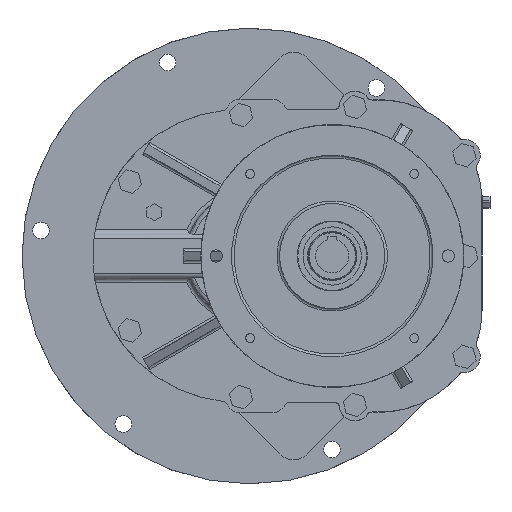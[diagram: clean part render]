
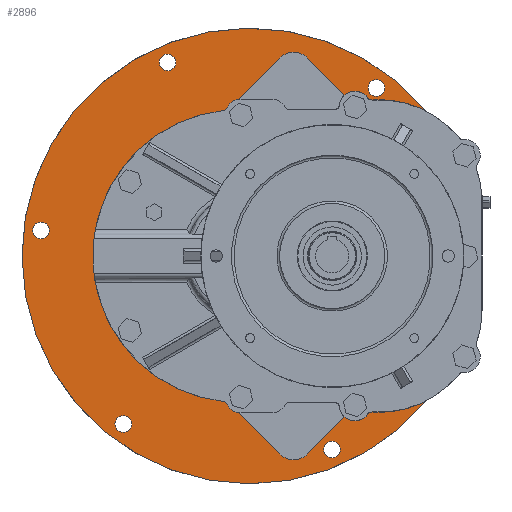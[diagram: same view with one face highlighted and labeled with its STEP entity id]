
A CAD part, left-side view. The second image highlights one B-rep face of the part: STEP entity #2896.
In plain terms, the highlighted planar face has unit normal (-1, 0, 0).
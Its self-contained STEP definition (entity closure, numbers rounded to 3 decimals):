
#156 = EDGE_CURVE ( 'NONE', #7356, #19470, #5779, .T. ) ;
#585 = DIRECTION ( 'NONE',  ( 0., 0., 1. ) ) ;
#635 = CARTESIAN_POINT ( 'NONE',  ( -24., -90., -154. ) ) ;
#1110 = ORIENTED_EDGE ( 'NONE', *, *, #5086, .F. ) ;
#1192 = CARTESIAN_POINT ( 'NONE',  ( -24., 144.436, -182.173 ) ) ;
#1309 = AXIS2_PLACEMENT_3D ( 'NONE', #28019, #24929, #22589 ) ;
#1756 = AXIS2_PLACEMENT_3D ( 'NONE', #20910, #8878, #30392 ) ;
#2654 = FACE_BOUND ( 'NONE', #19190, .T. ) ;
#2752 = ORIENTED_EDGE ( 'NONE', *, *, #7411, .F. ) ;
#2810 = PLANE ( 'NONE',  #9108 ) ;
#2896 = ADVANCED_FACE ( 'NONE', ( #2654, #23885, #16549, #18896, #28389, #6983, #29008 ), #2810, .T. ) ;
#2908 = DIRECTION ( 'NONE',  ( -1., 0., 0. ) ) ;
#3314 = DIRECTION ( 'NONE',  ( -1., 0., 0. ) ) ;
#3430 = CARTESIAN_POINT ( 'NONE',  ( -24., -273.357, -18.01 ) ) ;
#3572 = AXIS2_PLACEMENT_3D ( 'NONE', #6022, #30363, #3991 ) ;
#3640 = EDGE_CURVE ( 'NONE', #10966, #20941, #18131, .T. ) ;
#3991 = DIRECTION ( 'NONE',  ( 0., 0., 1. ) ) ;
#4026 = CARTESIAN_POINT ( 'NONE',  ( -24., 0., 0. ) ) ;
#4152 = DIRECTION ( 'NONE',  ( 0., 0., 1. ) ) ;
#4526 = CARTESIAN_POINT ( 'NONE',  ( -24., -144.436, 191.673 ) ) ;
#4532 = VERTEX_POINT ( 'NONE', #8961 ) ;
#5086 = EDGE_CURVE ( 'NONE', #18749, #18749, #6222, .T. ) ;
#5118 = CARTESIAN_POINT ( 'NONE',  ( -24., -223.67, 132.559 ) ) ;
#5779 = CIRCLE ( 'NONE', #10287, 104.5 ) ;
#5931 = CARTESIAN_POINT ( 'NONE',  ( -24., 12., 0. ) ) ;
#6022 = CARTESIAN_POINT ( 'NONE',  ( -24., 144.436, -191.673 ) ) ;
#6035 = CARTESIAN_POINT ( 'NONE',  ( -24., -210., -65. ) ) ;
#6177 = ORIENTED_EDGE ( 'NONE', *, *, #18952, .F. ) ;
#6222 = CIRCLE ( 'NONE', #15718, 9.5 ) ;
#6521 = DIRECTION ( 'NONE',  ( 0., 1., 0. ) ) ;
#6556 = AXIS2_PLACEMENT_3D ( 'NONE', #20434, #25411, #4152 ) ;
#6645 = EDGE_CURVE ( 'NONE', #10678, #20276, #22634, .T. ) ;
#6759 = EDGE_LOOP ( 'NONE', ( #22643, #7133, #29243, #26283, #12959, #24458, #2752, #30530, #8879 ) ) ;
#6818 = CARTESIAN_POINT ( 'NONE',  ( -24., -210., -23.006 ) ) ;
#6983 = FACE_BOUND ( 'NONE', #15643, .T. ) ;
#7133 = ORIENTED_EDGE ( 'NONE', *, *, #156, .F. ) ;
#7176 = DIRECTION ( 'NONE',  ( 0., 0., 1. ) ) ;
#7240 = CIRCLE ( 'NONE', #24728, 9.5 ) ;
#7319 = VECTOR ( 'NONE', #17500, 1000. ) ;
#7356 = VERTEX_POINT ( 'NONE', #6818 ) ;
#7411 = EDGE_CURVE ( 'NONE', #4532, #10966, #19029, .T. ) ;
#7575 = DIRECTION ( 'NONE',  ( 0., 0., 1. ) ) ;
#8782 = AXIS2_PLACEMENT_3D ( 'NONE', #4026, #18413, #11521 ) ;
#8807 = VERTEX_POINT ( 'NONE', #29725 ) ;
#8878 = DIRECTION ( 'NONE',  ( -1., 0., 0. ) ) ;
#8879 = ORIENTED_EDGE ( 'NONE', *, *, #15868, .F. ) ;
#8961 = CARTESIAN_POINT ( 'NONE',  ( -24., -100.275, 154. ) ) ;
#9027 = CARTESIAN_POINT ( 'NONE',  ( -24., -260., 154. ) ) ;
#9108 = AXIS2_PLACEMENT_3D ( 'NONE', #26231, #9980, #14509 ) ;
#9980 = DIRECTION ( 'NONE',  ( -1., 0., 0. ) ) ;
#10054 = DIRECTION ( 'NONE',  ( 0., 0., 1. ) ) ;
#10287 = AXIS2_PLACEMENT_3D ( 'NONE', #14451, #17280, #585 ) ;
#10438 = ORIENTED_EDGE ( 'NONE', *, *, #23486, .F. ) ;
#10592 = CARTESIAN_POINT ( 'NONE',  ( -24., -260., 46. ) ) ;
#10678 = VERTEX_POINT ( 'NONE', #635 ) ;
#10966 = VERTEX_POINT ( 'NONE', #24148 ) ;
#10994 = CARTESIAN_POINT ( 'NONE',  ( -24., -238.211, -19.749 ) ) ;
#11022 = CARTESIAN_POINT ( 'NONE',  ( -24., 12., -154. ) ) ;
#11407 = CARTESIAN_POINT ( 'NONE',  ( -24., 238.211, 38.749 ) ) ;
#11521 = DIRECTION ( 'NONE',  ( 0., 0., -1. ) ) ;
#12567 = CIRCLE ( 'NONE', #6556, 9.5 ) ;
#12959 = ORIENTED_EDGE ( 'NONE', *, *, #22452, .F. ) ;
#13424 = DIRECTION ( 'NONE',  ( 0., 0., 1. ) ) ;
#14290 = AXIS2_PLACEMENT_3D ( 'NONE', #22261, #2908, #21947 ) ;
#14451 = CARTESIAN_POINT ( 'NONE',  ( -24., -147.65, 60.856 ) ) ;
#14509 = DIRECTION ( 'NONE',  ( 0., 0., 1. ) ) ;
#15203 = EDGE_CURVE ( 'NONE', #29262, #29262, #7240, .T. ) ;
#15643 = EDGE_LOOP ( 'NONE', ( #30085 ) ) ;
#15718 = AXIS2_PLACEMENT_3D ( 'NONE', #26483, #24143, #7575 ) ;
#15868 = EDGE_CURVE ( 'NONE', #19831, #21950, #20258, .T. ) ;
#15899 = LINE ( 'NONE', #10592, #29250 ) ;
#16096 = EDGE_LOOP ( 'NONE', ( #25501 ) ) ;
#16149 = ORIENTED_EDGE ( 'NONE', *, *, #23189, .F. ) ;
#16549 = FACE_BOUND ( 'NONE', #29739, .T. ) ;
#16655 = EDGE_CURVE ( 'NONE', #19831, #19470, #15899, .T. ) ;
#17050 = CIRCLE ( 'NONE', #3572, 9.5 ) ;
#17245 = EDGE_CURVE ( 'NONE', #20276, #7356, #26764, .T. ) ;
#17280 = DIRECTION ( 'NONE',  ( -1., 0., 0. ) ) ;
#17432 = CARTESIAN_POINT ( 'NONE',  ( -24., -144.436, 201.173 ) ) ;
#17500 = DIRECTION ( 'NONE',  ( 0., -0.803, 0.596 ) ) ;
#17686 = EDGE_LOOP ( 'NONE', ( #10438 ) ) ;
#18034 = VERTEX_POINT ( 'NONE', #10994 ) ;
#18131 = CIRCLE ( 'NONE', #28582, 154. ) ;
#18204 = CIRCLE ( 'NONE', #1756, 9.5 ) ;
#18413 = DIRECTION ( 'NONE',  ( 1., 0., 0. ) ) ;
#18749 = VERTEX_POINT ( 'NONE', #11407 ) ;
#18763 = EDGE_LOOP ( 'NONE', ( #16149 ) ) ;
#18896 = FACE_BOUND ( 'NONE', #16096, .T. ) ;
#18952 = EDGE_CURVE ( 'NONE', #24900, #24900, #17050, .T. ) ;
#19029 = LINE ( 'NONE', #9027, #25570 ) ;
#19032 = CARTESIAN_POINT ( 'NONE',  ( -24., -260., -154. ) ) ;
#19185 = DIRECTION ( 'NONE',  ( 0., -1., 0. ) ) ;
#19190 = EDGE_LOOP ( 'NONE', ( #6177 ) ) ;
#19470 = VERTEX_POINT ( 'NONE', #20387 ) ;
#19490 = LINE ( 'NONE', #19032, #21661 ) ;
#19831 = VERTEX_POINT ( 'NONE', #28229 ) ;
#20258 = CIRCLE ( 'NONE', #8782, 260. ) ;
#20276 = VERTEX_POINT ( 'NONE', #6035 ) ;
#20310 = EDGE_CURVE ( 'NONE', #25055, #25055, #12567, .T. ) ;
#20387 = CARTESIAN_POINT ( 'NONE',  ( -24., -251.089, 46. ) ) ;
#20434 = CARTESIAN_POINT ( 'NONE',  ( -24., -93.775, -220.921 ) ) ;
#20910 = CARTESIAN_POINT ( 'NONE',  ( -24., -238.211, -29.249 ) ) ;
#20941 = VERTEX_POINT ( 'NONE', #11022 ) ;
#21118 = DIRECTION ( 'NONE',  ( -1., 0., 0. ) ) ;
#21661 = VECTOR ( 'NONE', #19185, 1000. ) ;
#21947 = DIRECTION ( 'NONE',  ( 0., 0., 1. ) ) ;
#21950 = VERTEX_POINT ( 'NONE', #5118 ) ;
#22261 = CARTESIAN_POINT ( 'NONE',  ( -24., -147.65, 60.856 ) ) ;
#22452 = EDGE_CURVE ( 'NONE', #20941, #10678, #19490, .T. ) ;
#22589 = DIRECTION ( 'NONE',  ( 0., 0., 1. ) ) ;
#22634 = LINE ( 'NONE', #3430, #7319 ) ;
#22643 = ORIENTED_EDGE ( 'NONE', *, *, #16655, .T. ) ;
#22836 = VECTOR ( 'NONE', #10054, 1000. ) ;
#23189 = EDGE_CURVE ( 'NONE', #18034, #18034, #18204, .T. ) ;
#23486 = EDGE_CURVE ( 'NONE', #8807, #8807, #26713, .T. ) ;
#23800 = CIRCLE ( 'NONE', #14290, 104.5 ) ;
#23885 = FACE_BOUND ( 'NONE', #17686, .T. ) ;
#24143 = DIRECTION ( 'NONE',  ( -1., 0., 0. ) ) ;
#24148 = CARTESIAN_POINT ( 'NONE',  ( -24., 12., 154. ) ) ;
#24458 = ORIENTED_EDGE ( 'NONE', *, *, #3640, .F. ) ;
#24728 = AXIS2_PLACEMENT_3D ( 'NONE', #4526, #21118, #7176 ) ;
#24900 = VERTEX_POINT ( 'NONE', #1192 ) ;
#24901 = EDGE_CURVE ( 'NONE', #21950, #4532, #23800, .T. ) ;
#24929 = DIRECTION ( 'NONE',  ( -1., 0., 0. ) ) ;
#25055 = VERTEX_POINT ( 'NONE', #27400 ) ;
#25411 = DIRECTION ( 'NONE',  ( -1., 0., 0. ) ) ;
#25501 = ORIENTED_EDGE ( 'NONE', *, *, #15203, .F. ) ;
#25570 = VECTOR ( 'NONE', #6521, 1000. ) ;
#26231 = CARTESIAN_POINT ( 'NONE',  ( -24., -260., 0. ) ) ;
#26283 = ORIENTED_EDGE ( 'NONE', *, *, #6645, .F. ) ;
#26310 = CARTESIAN_POINT ( 'NONE',  ( -24., -210., 0. ) ) ;
#26483 = CARTESIAN_POINT ( 'NONE',  ( -24., 238.211, 29.249 ) ) ;
#26713 = CIRCLE ( 'NONE', #1309, 9.5 ) ;
#26764 = LINE ( 'NONE', #26310, #22836 ) ;
#27400 = CARTESIAN_POINT ( 'NONE',  ( -24., -93.775, -211.421 ) ) ;
#27587 = DIRECTION ( 'NONE',  ( 0., 1., 0. ) ) ;
#28019 = CARTESIAN_POINT ( 'NONE',  ( -24., 93.775, 220.921 ) ) ;
#28229 = CARTESIAN_POINT ( 'NONE',  ( -24., -255.898, 46. ) ) ;
#28389 = FACE_BOUND ( 'NONE', #18763, .T. ) ;
#28582 = AXIS2_PLACEMENT_3D ( 'NONE', #5931, #3314, #13424 ) ;
#29008 = FACE_OUTER_BOUND ( 'NONE', #6759, .T. ) ;
#29243 = ORIENTED_EDGE ( 'NONE', *, *, #17245, .F. ) ;
#29250 = VECTOR ( 'NONE', #27587, 1000. ) ;
#29262 = VERTEX_POINT ( 'NONE', #17432 ) ;
#29725 = CARTESIAN_POINT ( 'NONE',  ( -24., 93.775, 230.421 ) ) ;
#29739 = EDGE_LOOP ( 'NONE', ( #1110 ) ) ;
#30085 = ORIENTED_EDGE ( 'NONE', *, *, #20310, .F. ) ;
#30363 = DIRECTION ( 'NONE',  ( -1., 0., 0. ) ) ;
#30392 = DIRECTION ( 'NONE',  ( 0., 0., 1. ) ) ;
#30530 = ORIENTED_EDGE ( 'NONE', *, *, #24901, .F. ) ;
